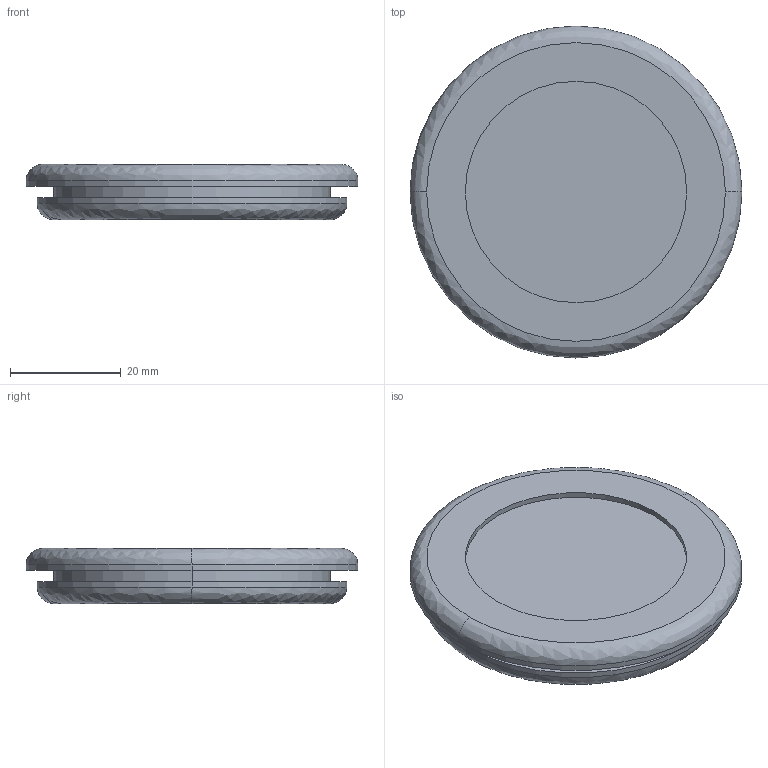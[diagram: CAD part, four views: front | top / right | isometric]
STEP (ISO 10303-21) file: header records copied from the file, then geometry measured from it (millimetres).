
FILE_DESCRIPTION( (''), '2;1');
FILE_NAME ('PC50.17744.TM_MG_18_CRUL_19601.stp','2021-03-16T13:33:29',(''),(''),'spGate 17.5.1','','');
FILE_SCHEMA (('AUTOMOTIVE_DESIGN'));
Length unit declared in the file: millimetre
Bounding box: 60 x 60 x 10 mm (x, y, z)
Volume: 12470.6 mm3; surface area: 9144.6 mm2
Topology: 1 solids, 1 shells, 20 faces, 38 edges, 24 vertices
Faces by surface type: cylinder 10, plane 6, bspline 4
Entity records: 941 total; most frequent: CARTESIAN_POINT 200, DIRECTION 80, ORIENTED_EDGE 76, COLOUR_RGB 59, PRESENTATION_STYLE_ASSIGNMENT 59, STYLED_ITEM 59, AXIS2_PLACEMENT_3D 40, EDGE_CURVE 38
